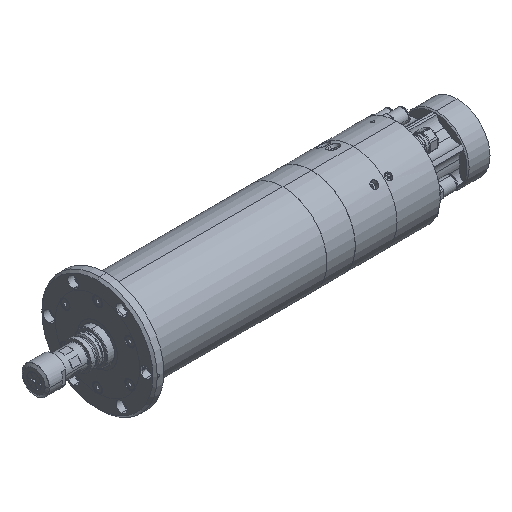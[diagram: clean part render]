
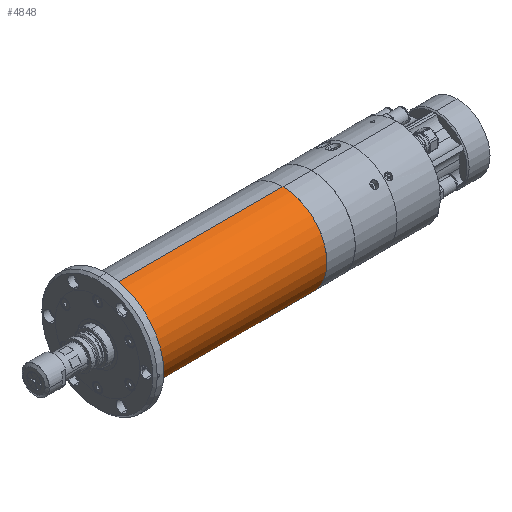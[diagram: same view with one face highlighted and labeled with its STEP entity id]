
A CAD part, isometric view. The second image highlights one B-rep face of the part: STEP entity #4848.
In plain terms, the highlighted cylindrical face has radius 40 mm (diameter 80 mm), a partial arc.
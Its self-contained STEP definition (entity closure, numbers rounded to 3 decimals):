
#4737 = EDGE_CURVE ( 'NONE', #4776, #4738, #18913, .T. ) ;
#4738 = VERTEX_POINT ( 'NONE', #18909 ) ;
#4741 = VERTEX_POINT ( 'NONE', #18903 ) ;
#4775 = VERTEX_POINT ( 'NONE', #18969 ) ;
#4776 = VERTEX_POINT ( 'NONE', #18968 ) ;
#4826 = EDGE_CURVE ( 'NONE', #4775, #4741, #19110, .T. ) ;
#4848 = ADVANCED_FACE ( 'NONE', ( #19143 ), #19137, .T. ) ;
#4849 = EDGE_LOOP ( 'NONE', ( #4850, #4851, #4853, #4880 ) ) ;
#4850 = ORIENTED_EDGE ( 'NONE', *, *, #4737, .F. ) ;
#4851 = ORIENTED_EDGE ( 'NONE', *, *, #4852, .T. ) ;
#4852 = EDGE_CURVE ( 'NONE', #4776, #4775, #19136, .T. ) ;
#4853 = ORIENTED_EDGE ( 'NONE', *, *, #4826, .T. ) ;
#4880 = ORIENTED_EDGE ( 'NONE', *, *, #4923, .F. ) ;
#4923 = EDGE_CURVE ( 'NONE', #4738, #4741, #19248, .T. ) ;
#18903 = CARTESIAN_POINT ( 'NONE',  ( 177.1, 0., -40. ) ) ;
#18909 = CARTESIAN_POINT ( 'NONE',  ( 177.1, 0., 40. ) ) ;
#18910 = DIRECTION ( 'NONE',  ( 1., 0., 0. ) ) ;
#18911 = VECTOR ( 'NONE', #18910, 1000. ) ;
#18912 = CARTESIAN_POINT ( 'NONE',  ( 177.1, 0., 40. ) ) ;
#18913 = LINE ( 'NONE', #18912, #18911 ) ;
#18968 = CARTESIAN_POINT ( 'NONE',  ( 16.1, 0., 40. ) ) ;
#18969 = CARTESIAN_POINT ( 'NONE',  ( 16.1, 0., -40. ) ) ;
#19107 = DIRECTION ( 'NONE',  ( 1., 0., 0. ) ) ;
#19108 = VECTOR ( 'NONE', #19107, 1000. ) ;
#19109 = CARTESIAN_POINT ( 'NONE',  ( 177.1, 0., -40. ) ) ;
#19110 = LINE ( 'NONE', #19109, #19108 ) ;
#19128 = DIRECTION ( 'NONE',  ( 0., 0., -1. ) ) ;
#19129 = DIRECTION ( 'NONE',  ( 1., 0., 0. ) ) ;
#19130 = CARTESIAN_POINT ( 'NONE',  ( 16.1, 0., 0. ) ) ;
#19131 = AXIS2_PLACEMENT_3D ( 'NONE', #19130, #19129, #19128 ) ;
#19132 = DIRECTION ( 'NONE',  ( 0., 0., -1. ) ) ;
#19133 = DIRECTION ( 'NONE',  ( 1., 0., 0. ) ) ;
#19134 = CARTESIAN_POINT ( 'NONE',  ( 177.1, 0., 0. ) ) ;
#19135 = AXIS2_PLACEMENT_3D ( 'NONE', #19134, #19133, #19132 ) ;
#19136 = CIRCLE ( 'NONE', #19131, 40. ) ;
#19137 = CYLINDRICAL_SURFACE ( 'NONE', #19135, 40. ) ;
#19143 = FACE_OUTER_BOUND ( 'NONE', #4849, .T. ) ;
#19239 = DIRECTION ( 'NONE',  ( 0., 0., -1. ) ) ;
#19240 = DIRECTION ( 'NONE',  ( 1., 0., 0. ) ) ;
#19241 = CARTESIAN_POINT ( 'NONE',  ( 177.1, 0., 0. ) ) ;
#19242 = AXIS2_PLACEMENT_3D ( 'NONE', #19241, #19240, #19239 ) ;
#19248 = CIRCLE ( 'NONE', #19242, 40. ) ;
